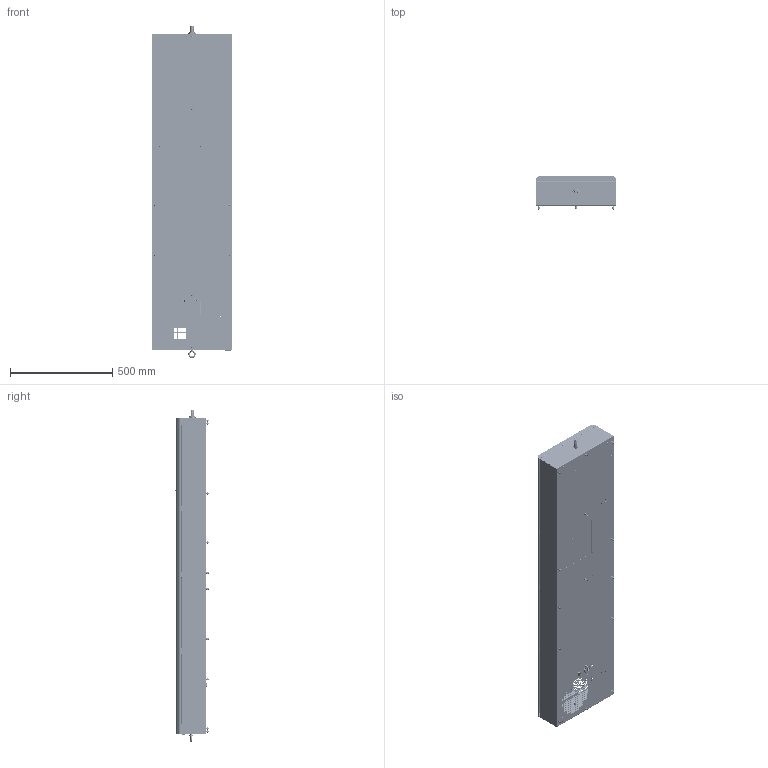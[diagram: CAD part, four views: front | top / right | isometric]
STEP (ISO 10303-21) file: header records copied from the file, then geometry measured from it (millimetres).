
FILE_DESCRIPTION((''),'2;1');
FILE_NAME('ASM0001_ASM_ASM_1_ASM','2013-05-10T',('carlc'),(''),'PRO/ENGINEER BY PARAMETRIC TECHNOLOGY CORPORATION, 2010040','PRO/ENGINEER BY PARAMETRIC TECHNOLOGY CORPORATION, 2010040','');
FILE_SCHEMA(('CONFIG_CONTROL_DESIGN'));
Products named in the file (28): KG4274_CABINET_AF0_1_1; KG4274_CABINET_LEFT_SEAL_1_1; POPNUT_M4_HEX_OPEN_A2_1_1; POPNUT_M6_HEX_CLOSED_A2_1_1; FH4-M4-10_1_1; POPNUT_M4_HEX_CLOSED_A2_1_1; M4_X_7_9_AL_ST_1_1; KG4274_CABINET_ASSY_ASM_1_ASM_A_ASM; SET_SCREW_M6X25_1_1; LOCKNUT_DIN_985_M6-A2_1_1; LIFTING_HOOK_M8X12_DIN580_1_1; DRAIN_BUSH_1_1; DRAIN_BUSH_NUT_1_1; DRAIN_BUSH_PIPE_FITTING_1_1; SCREW_DIN_7985-M4X10-A2_1_1; KG4274_COVER_1_1; KG4274_COVER_ASSY_ASM_1_ASM_ASM_ASM; SCREW_DIN_7985-M4X20-A2_1_1; LOCKNUT_DIN_985_M4X0_7-A2_1_1; SCREW_DIN_965-M4X8-A2_1_1; KG427X_CONNECTOR_BRACKET_1_1; WAGO_723-609_019-000_1_1; AMP_100575-1_1_1; AMP_216811-1_1_1; 9_POLE_D_SUB_RECEPTICLE_1_1; 4_POLE_WAGO_261_2OFF_1_1; KG427X_CONNECTOR_ASS_ASM_1_ASM__ASM; ASM0001_ASM_ASM_1_ASM
Assembly tree (88 placements, depth 3):
  ASM0001_ASM_ASM_1_ASM
    KG4274_CABINET_ASSY_ASM_1_ASM_A_ASM
      KG4274_CABINET_AF0_1_1
      KG4274_CABINET_LEFT_SEAL_1_1
      POPNUT_M4_HEX_OPEN_A2_1_1
      POPNUT_M6_HEX_CLOSED_A2_1_1  x21
      FH4-M4-10_1_1  x4
      POPNUT_M4_HEX_CLOSED_A2_1_1
      M4_X_7_9_AL_ST_1_1
    SET_SCREW_M6X25_1_1  x15
    LOCKNUT_DIN_985_M6-A2_1_1  x15
    LIFTING_HOOK_M8X12_DIN580_1_1
    DRAIN_BUSH_1_1
    DRAIN_BUSH_NUT_1_1
    DRAIN_BUSH_PIPE_FITTING_1_1
    SCREW_DIN_7985-M4X10-A2_1_1  x5
    KG4274_COVER_ASSY_ASM_1_ASM_ASM_ASM
      KG4274_COVER_1_1
    SCREW_DIN_7985-M4X20-A2_1_1
    LOCKNUT_DIN_985_M4X0_7-A2_1_1
    SCREW_DIN_965-M4X8-A2_1_1  x5
    KG427X_CONNECTOR_ASS_ASM_1_ASM__ASM
      KG427X_CONNECTOR_BRACKET_1_1
      WAGO_723-609_019-000_1_1
      AMP_100575-1_1_1  x2
      AMP_216811-1_1_1  x2
      9_POLE_D_SUB_RECEPTICLE_1_1
      4_POLE_WAGO_261_2OFF_1_1
Bounding box: 395 x 169.3 x 1624.5 mm (x, y, z)
Volume: 1925521.3 mm3; surface area: 3807724.1 mm2
Topology: 83 solids, 1197 shells, 6939 faces, 22054 edges, 16435 vertices
Faces by surface type: plane 3749, cylinder 2484, cone 496, torus 152, bspline 46, sphere 12
Entity records: 169092 total; most frequent: CARTESIAN_POINT 37542, DIRECTION 26659, ORIENTED_EDGE 25246, EDGE_CURVE 14228, VERTEX_POINT 10431, VECTOR 8967, LINE 8967, AXIS2_PLACEMENT_3D 8846
